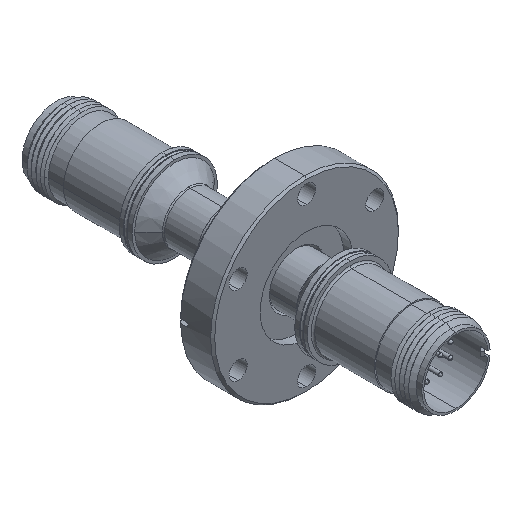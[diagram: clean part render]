
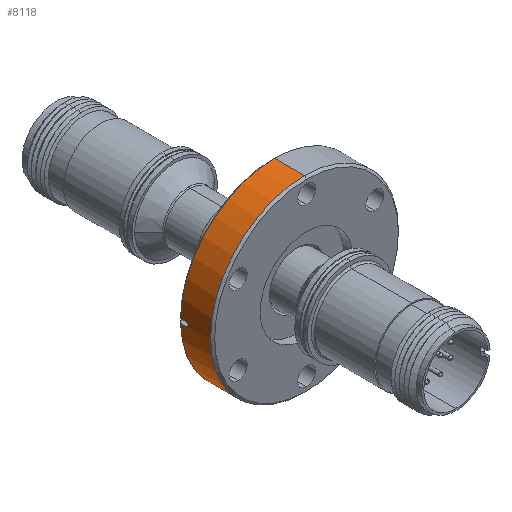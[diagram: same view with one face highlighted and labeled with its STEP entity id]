
A CAD part, isometric view. The second image highlights one B-rep face of the part: STEP entity #8118.
In plain terms, the highlighted cylindrical face has radius 34.925 mm (diameter 69.85 mm), a partial arc.
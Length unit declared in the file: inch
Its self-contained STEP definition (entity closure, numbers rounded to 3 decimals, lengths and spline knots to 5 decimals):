
#1041 = LINE ( 'NONE', #9809, #1045 ) ;
#1045 = VECTOR ( 'NONE', #9815, 39.37008 ) ;
#1051 = LINE ( 'NONE', #9823, #1053 ) ;
#1053 = VECTOR ( 'NONE', #9822, 39.37008 ) ;
#1221 = VERTEX_POINT ( 'NONE', #19974 ) ;
#1410 = VERTEX_POINT ( 'NONE', #19796 ) ;
#1970 = AXIS2_PLACEMENT_3D ( 'NONE', #4938, #4940, #4942 ) ;
#4444 = EDGE_LOOP ( 'NONE', ( #6884, #6883, #6882, #6881, #6880, #6879, #6878, #6877 ) ) ;
#4938 = CARTESIAN_POINT ( 'NONE',  ( 0., 0., 0. ) ) ;
#4940 = DIRECTION ( 'NONE',  ( 0., 1., 0. ) ) ;
#4942 = DIRECTION ( 'NONE',  ( 0., 0., 1. ) ) ;
#6877 = ORIENTED_EDGE ( 'NONE', *, *, #23843, .T. ) ;
#6878 = ORIENTED_EDGE ( 'NONE', *, *, #23842, .T. ) ;
#6879 = ORIENTED_EDGE ( 'NONE', *, *, #23823, .T. ) ;
#6880 = ORIENTED_EDGE ( 'NONE', *, *, #23838, .T. ) ;
#6881 = ORIENTED_EDGE ( 'NONE', *, *, #23837, .T. ) ;
#6882 = ORIENTED_EDGE ( 'NONE', *, *, #22713, .T. ) ;
#6883 = ORIENTED_EDGE ( 'NONE', *, *, #23852, .F. ) ;
#6884 = ORIENTED_EDGE ( 'NONE', *, *, #22707, .F. ) ;
#6965 = VERTEX_POINT ( 'NONE', #11457 ) ;
#6966 = VERTEX_POINT ( 'NONE', #11456 ) ;
#6994 = VERTEX_POINT ( 'NONE', #11414 ) ;
#7000 = VERTEX_POINT ( 'NONE', #11400 ) ;
#8118 = ADVANCED_FACE ( 'NONE', ( #16213 ), #16222, .T. ) ;
#8504 = AXIS2_PLACEMENT_3D ( 'NONE', #18081, #18082, #18083 ) ;
#8505 = AXIS2_PLACEMENT_3D ( 'NONE', #18092, #18093, #18094 ) ;
#8514 = AXIS2_PLACEMENT_3D ( 'NONE', #18119, #18120, #18121 ) ;
#8573 = B_SPLINE_CURVE_WITH_KNOTS ( 'NONE', 3,
 ( #18026, #18039, #18043, #18044 ),
 .UNSPECIFIED., .F., .F.,
 ( 4, 4 ),
 ( 0., 0.00157 ),
 .UNSPECIFIED. ) ;
#9809 = CARTESIAN_POINT ( 'NONE',  ( 0., 0., -1.375 ) ) ;
#9815 = DIRECTION ( 'NONE',  ( 0., 1., 0. ) ) ;
#9822 = DIRECTION ( 'NONE',  ( 0., 1., 0. ) ) ;
#9823 = CARTESIAN_POINT ( 'NONE',  ( 0., 0., 1.375 ) ) ;
#11400 = CARTESIAN_POINT ( 'NONE',  ( 0., -0.70312, 1.375 ) ) ;
#11414 = CARTESIAN_POINT ( 'NONE',  ( 0., -0.70312, -1.375 ) ) ;
#11456 = CARTESIAN_POINT ( 'NONE',  ( 0., -1.14312, 1.375 ) ) ;
#11457 = CARTESIAN_POINT ( 'NONE',  ( 0., -1.14312, -1.375 ) ) ;
#16213 = FACE_OUTER_BOUND ( 'NONE', #4444, .T. ) ;
#16222 = CYLINDRICAL_SURFACE ( 'NONE', #1970, 1.375 ) ;
#18026 = CARTESIAN_POINT ( 'NONE',  ( -1.37465, -0.81094, 0.031 ) ) ;
#18039 = CARTESIAN_POINT ( 'NONE',  ( -1.37512, -0.81098, 0.01033 ) ) ;
#18043 = CARTESIAN_POINT ( 'NONE',  ( -1.37512, -0.81098, -0.01033 ) ) ;
#18044 = CARTESIAN_POINT ( 'NONE',  ( -1.37465, -0.81094, -0.031 ) ) ;
#18074 = CARTESIAN_POINT ( 'NONE',  ( -1.37465, 0., 0.031 ) ) ;
#18075 = DIRECTION ( 'NONE',  ( 0., -1., 0. ) ) ;
#18081 = CARTESIAN_POINT ( 'NONE',  ( 0., -0.70312, 0. ) ) ;
#18082 = DIRECTION ( 'NONE',  ( 0., -1., 0. ) ) ;
#18083 = DIRECTION ( 'NONE',  ( 0., 0., 1. ) ) ;
#18088 = CARTESIAN_POINT ( 'NONE',  ( -1.37465, 0., -0.031 ) ) ;
#18091 = DIRECTION ( 'NONE',  ( 0., 1., 0. ) ) ;
#18092 = CARTESIAN_POINT ( 'NONE',  ( 0., -0.70312, 0. ) ) ;
#18093 = DIRECTION ( 'NONE',  ( 0., -1., 0. ) ) ;
#18094 = DIRECTION ( 'NONE',  ( 0., 0., 1. ) ) ;
#18119 = CARTESIAN_POINT ( 'NONE',  ( 0., -1.14312, 0. ) ) ;
#18120 = DIRECTION ( 'NONE',  ( 0., -1., 0. ) ) ;
#18121 = DIRECTION ( 'NONE',  ( 0., 0., 1. ) ) ;
#18784 = CARTESIAN_POINT ( 'NONE',  ( -1.37465, -0.81094, 0.031 ) ) ;
#18813 = CARTESIAN_POINT ( 'NONE',  ( -1.37465, -0.81094, -0.031 ) ) ;
#19796 = CARTESIAN_POINT ( 'NONE',  ( -1.37465, -0.70312, 0.031 ) ) ;
#19974 = CARTESIAN_POINT ( 'NONE',  ( -1.37465, -0.70312, -0.031 ) ) ;
#22402 = VERTEX_POINT ( 'NONE', #18784 ) ;
#22431 = VERTEX_POINT ( 'NONE', #18813 ) ;
#22707 = EDGE_CURVE ( 'NONE', #6965, #6994, #1041, .T. ) ;
#22713 = EDGE_CURVE ( 'NONE', #6966, #7000, #1051, .T. ) ;
#23325 = LINE ( 'NONE', #18088, #23336 ) ;
#23326 = CIRCLE ( 'NONE', #8504, 1.375 ) ;
#23328 = LINE ( 'NONE', #18074, #23330 ) ;
#23330 = VECTOR ( 'NONE', #18075, 39.37008 ) ;
#23333 = CIRCLE ( 'NONE', #8505, 1.375 ) ;
#23336 = VECTOR ( 'NONE', #18091, 39.37008 ) ;
#23345 = CIRCLE ( 'NONE', #8514, 1.375 ) ;
#23823 = EDGE_CURVE ( 'NONE', #22402, #22431, #8573, .T. ) ;
#23837 = EDGE_CURVE ( 'NONE', #7000, #1410, #23326, .T. ) ;
#23838 = EDGE_CURVE ( 'NONE', #1410, #22402, #23328, .T. ) ;
#23842 = EDGE_CURVE ( 'NONE', #22431, #1221, #23325, .T. ) ;
#23843 = EDGE_CURVE ( 'NONE', #1221, #6994, #23333, .T. ) ;
#23852 = EDGE_CURVE ( 'NONE', #6966, #6965, #23345, .T. ) ;
